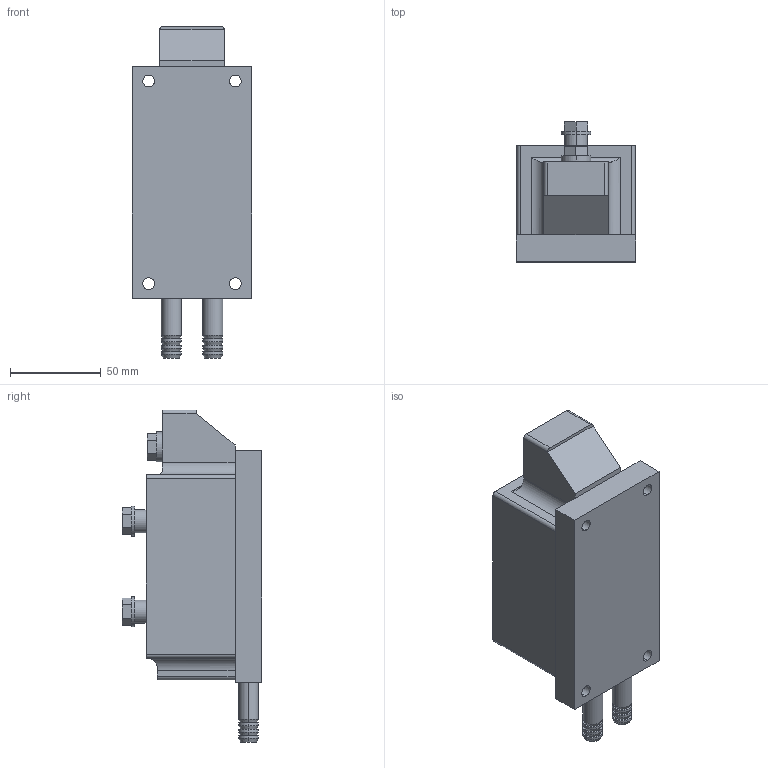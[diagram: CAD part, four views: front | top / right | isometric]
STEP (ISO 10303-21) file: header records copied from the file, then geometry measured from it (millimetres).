
FILE_DESCRIPTION (( 'STEP AP214' ), '1' );
FILE_NAME ('45MTC600阨濮.STEP', '2025-04-15T01:20:31', ( '' ), ( 'Microsoft' ), 'SwSTEP 2.0', 'SolidWorks 2014', '' );
FILE_SCHEMA (( 'AUTOMOTIVE_DESIGN' ));
Length unit declared in the file: millimetre
Products named in the file (1): 45MTC600阨濮
Bounding box: 66 x 77.2 x 183.4 mm (x, y, z)
Volume: 522909.1 mm3; surface area: 48965.6 mm2
Topology: 1 solids, 9 shells, 152 faces, 336 edges, 218 vertices
Faces by surface type: plane 72, cylinder 64, cone 16
Entity records: 4308 total; most frequent: CARTESIAN_POINT 779, DIRECTION 776, ORIENTED_EDGE 672, EDGE_CURVE 336, AXIS2_PLACEMENT_3D 293, VERTEX_POINT 218, LINE 190, VECTOR 190
